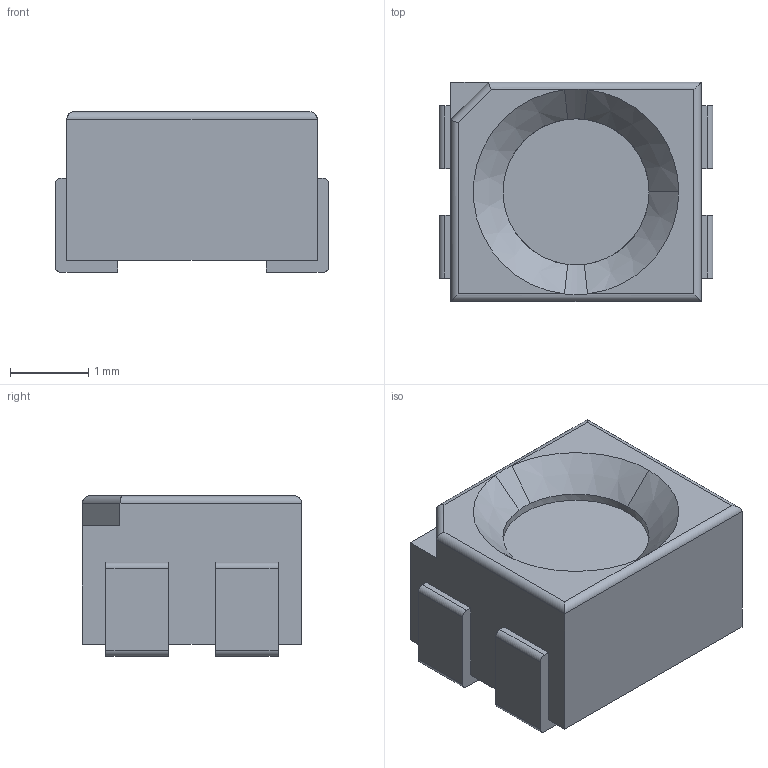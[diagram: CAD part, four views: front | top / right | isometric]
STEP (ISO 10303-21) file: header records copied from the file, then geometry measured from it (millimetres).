
FILE_DESCRIPTION(/* description */ ('model of LED_RGB_Wuerth-PLCC4_3.2x2.8mm_150141M173100'),/* implementation_level */ '2;1');
FILE_NAME(/* name */ 'LED_RGB_Wuerth-PLCC4_3.2x2.8mm_150141M173100.step',/* time_stamp */ '2024-03-13T11:00:51',/* author */ ('KiCAD','kicad'),/* organization */ ('OCCT'),/* preprocessor_version */ '',/* originating_system */ 'KiCAD',/* authorisation */ '');
FILE_SCHEMA(('AUTOMOTIVE_DESIGN { 1 0 10303 214 1 1 1 1 }'));
Length unit declared in the file: millimetre
Products named in the file (1): LED_RGB_Wuerth-PLCC4_3.2x2.8mm_150141M173100
Bounding box: 3.5 x 2.8 x 2.05 mm (x, y, z)
Volume: 16.1 mm3; surface area: 45.7 mm2
Topology: 1 solids, 1 shells, 53 faces, 175 edges, 124 vertices
Faces by surface type: plane 34, cylinder 14, cone 3, bspline 2
Full cylindrical faces by diameter (mm): 1.867 x1
Entity records: 2802 total; most frequent: CARTESIAN_POINT 389, ORIENTED_EDGE 350, DIRECTION 301, EDGE_CURVE 175, LINE 141, VECTOR 141, VERTEX_POINT 124, PRESENTATION_STYLE_ASSIGNMENT 93
